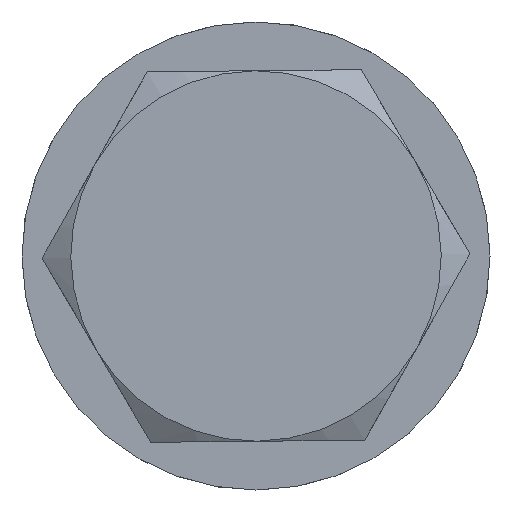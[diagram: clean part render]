
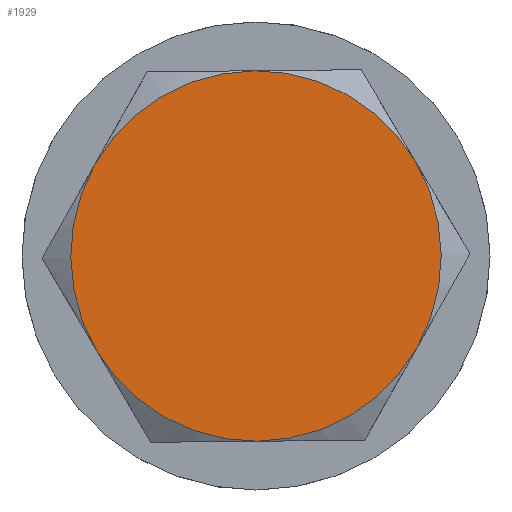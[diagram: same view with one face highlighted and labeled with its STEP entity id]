
A CAD part, left-side view. The second image highlights one B-rep face of the part: STEP entity #1929.
In plain terms, the highlighted planar face has unit normal (-1, 0, 0).
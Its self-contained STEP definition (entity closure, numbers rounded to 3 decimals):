
#69 = DIRECTION ( 'NONE',  ( 0., 0., -1. ) ) ;
#120 = EDGE_CURVE ( 'NONE', #920, #203, #1679, .T. ) ;
#152 = CARTESIAN_POINT ( 'NONE',  ( 0., 0., -9.5 ) ) ;
#203 = VERTEX_POINT ( 'NONE', #564 ) ;
#263 = ORIENTED_EDGE ( 'NONE', *, *, #457, .F. ) ;
#304 = CARTESIAN_POINT ( 'NONE',  ( 0., 0., 0. ) ) ;
#313 = VERTEX_POINT ( 'NONE', #152 ) ;
#328 = CARTESIAN_POINT ( 'NONE',  ( 0., 0., 0. ) ) ;
#457 = EDGE_CURVE ( 'NONE', #313, #920, #637, .T. ) ;
#507 = AXIS2_PLACEMENT_3D ( 'NONE', #1980, #885, #1835 ) ;
#516 = DIRECTION ( 'NONE',  ( 0., 0., -1. ) ) ;
#564 = CARTESIAN_POINT ( 'NONE',  ( 0., 8.227, 4.75 ) ) ;
#575 = DIRECTION ( 'NONE',  ( 0., 0., -1. ) ) ;
#637 = CIRCLE ( 'NONE', #507, 9.5 ) ;
#638 = DIRECTION ( 'NONE',  ( 1., 0., 0. ) ) ;
#668 = AXIS2_PLACEMENT_3D ( 'NONE', #1076, #685, #69 ) ;
#685 = DIRECTION ( 'NONE',  ( 1., 0., 0. ) ) ;
#732 = CARTESIAN_POINT ( 'NONE',  ( 0., 0., 0. ) ) ;
#739 = DIRECTION ( 'NONE',  ( 0., 0., 1. ) ) ;
#743 = AXIS2_PLACEMENT_3D ( 'NONE', #1673, #1838, #575 ) ;
#782 = ORIENTED_EDGE ( 'NONE', *, *, #1735, .F. ) ;
#829 = ORIENTED_EDGE ( 'NONE', *, *, #1876, .T. ) ;
#885 = DIRECTION ( 'NONE',  ( 1., 0., 0. ) ) ;
#918 = CARTESIAN_POINT ( 'NONE',  ( 0., 8.227, -4.75 ) ) ;
#920 = VERTEX_POINT ( 'NONE', #918 ) ;
#952 = DIRECTION ( 'NONE',  ( 1., 0., 0. ) ) ;
#1016 = CARTESIAN_POINT ( 'NONE',  ( 0., 0., 9.5 ) ) ;
#1041 = CIRCLE ( 'NONE', #1575, 9.5 ) ;
#1076 = CARTESIAN_POINT ( 'NONE',  ( 0., 10.97, 0. ) ) ;
#1159 = AXIS2_PLACEMENT_3D ( 'NONE', #732, #1378, #1194 ) ;
#1194 = DIRECTION ( 'NONE',  ( 0., 0., -1. ) ) ;
#1198 = CIRCLE ( 'NONE', #1159, 9.5 ) ;
#1200 = AXIS2_PLACEMENT_3D ( 'NONE', #328, #952, #1599 ) ;
#1234 = FACE_OUTER_BOUND ( 'NONE', #1451, .T. ) ;
#1253 = CARTESIAN_POINT ( 'NONE',  ( 0., -8.227, -4.75 ) ) ;
#1358 = EDGE_CURVE ( 'NONE', #1487, #1521, #1198, .T. ) ;
#1378 = DIRECTION ( 'NONE',  ( 1., 0., 0. ) ) ;
#1451 = EDGE_LOOP ( 'NONE', ( #263, #782, #1618, #1688, #829, #1902 ) ) ;
#1460 = AXIS2_PLACEMENT_3D ( 'NONE', #1747, #638, #516 ) ;
#1487 = VERTEX_POINT ( 'NONE', #2029 ) ;
#1521 = VERTEX_POINT ( 'NONE', #1253 ) ;
#1575 = AXIS2_PLACEMENT_3D ( 'NONE', #304, #1854, #739 ) ;
#1599 = DIRECTION ( 'NONE',  ( 0., 0., -1. ) ) ;
#1618 = ORIENTED_EDGE ( 'NONE', *, *, #1358, .F. ) ;
#1620 = EDGE_CURVE ( 'NONE', #1776, #1487, #1662, .T. ) ;
#1662 = CIRCLE ( 'NONE', #1200, 9.5 ) ;
#1673 = CARTESIAN_POINT ( 'NONE',  ( 0., 0., 0. ) ) ;
#1679 = CIRCLE ( 'NONE', #743, 9.5 ) ;
#1688 = ORIENTED_EDGE ( 'NONE', *, *, #1620, .F. ) ;
#1735 = EDGE_CURVE ( 'NONE', #1521, #313, #1826, .T. ) ;
#1747 = CARTESIAN_POINT ( 'NONE',  ( 0., 0., 0. ) ) ;
#1776 = VERTEX_POINT ( 'NONE', #1016 ) ;
#1826 = CIRCLE ( 'NONE', #1460, 9.5 ) ;
#1835 = DIRECTION ( 'NONE',  ( 0., 0., -1. ) ) ;
#1838 = DIRECTION ( 'NONE',  ( 1., 0., 0. ) ) ;
#1854 = DIRECTION ( 'NONE',  ( -1., 0., 0. ) ) ;
#1866 = PLANE ( 'NONE',  #668 ) ;
#1876 = EDGE_CURVE ( 'NONE', #1776, #203, #1041, .T. ) ;
#1902 = ORIENTED_EDGE ( 'NONE', *, *, #120, .F. ) ;
#1929 = ADVANCED_FACE ( 'NONE', ( #1234 ), #1866, .F. ) ;
#1980 = CARTESIAN_POINT ( 'NONE',  ( 0., 0., 0. ) ) ;
#2029 = CARTESIAN_POINT ( 'NONE',  ( 0., -8.227, 4.75 ) ) ;
